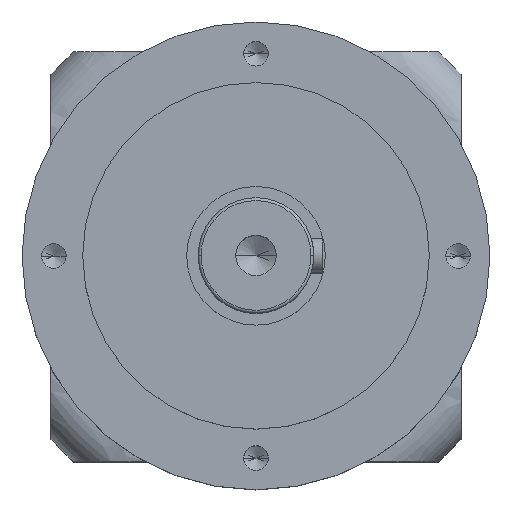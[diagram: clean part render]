
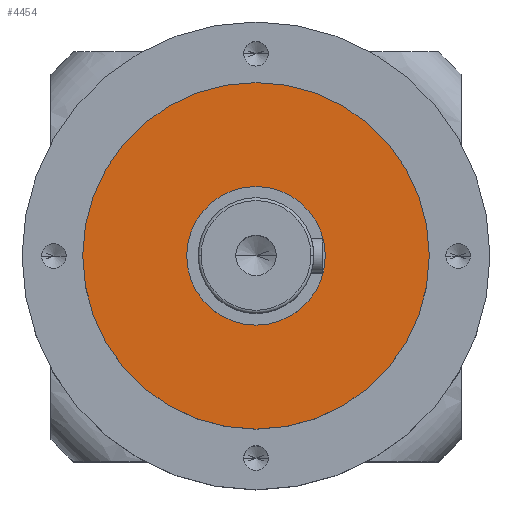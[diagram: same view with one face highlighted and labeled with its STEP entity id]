
A CAD part, top view. The second image highlights one B-rep face of the part: STEP entity #4454.
In plain terms, the highlighted planar face has unit normal (0, 0, 1).
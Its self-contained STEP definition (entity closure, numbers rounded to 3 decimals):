
#223 = DIRECTION ( 'NONE',  ( 0., 0., 1. ) ) ;
#284 = FACE_OUTER_BOUND ( 'NONE', #9736, .T. ) ;
#433 = AXIS2_PLACEMENT_3D ( 'NONE', #5370, #822, #6148 ) ;
#524 = AXIS2_PLACEMENT_3D ( 'NONE', #1995, #7362, #2769 ) ;
#822 = DIRECTION ( 'NONE',  ( 0., 0., 1. ) ) ;
#893 = CARTESIAN_POINT ( 'NONE',  ( 0., 0., -82. ) ) ;
#898 = AXIS2_PLACEMENT_3D ( 'NONE', #893, #6223, #1665 ) ;
#1665 = DIRECTION ( 'NONE',  ( 1., 0., 0. ) ) ;
#1718 = PLANE ( 'NONE',  #5983 ) ;
#1752 = ORIENTED_EDGE ( 'NONE', *, *, #3093, .T. ) ;
#1975 = ORIENTED_EDGE ( 'NONE', *, *, #7406, .F. ) ;
#1995 = CARTESIAN_POINT ( 'NONE',  ( 0., 0., -82. ) ) ;
#2242 = AXIS2_PLACEMENT_3D ( 'NONE', #4777, #223, #5535 ) ;
#2353 = CARTESIAN_POINT ( 'NONE',  ( 60., 0., -82. ) ) ;
#2357 = VERTEX_POINT ( 'NONE', #9030 ) ;
#2485 = DIRECTION ( 'NONE',  ( -1., 0., 0. ) ) ;
#2763 = CIRCLE ( 'NONE', #2242, 24. ) ;
#2769 = DIRECTION ( 'NONE',  ( 1., 0., 0. ) ) ;
#3093 = EDGE_CURVE ( 'NONE', #8891, #5133, #4113, .T. ) ;
#4086 = CARTESIAN_POINT ( 'NONE',  ( -60., 0., -82. ) ) ;
#4113 = CIRCLE ( 'NONE', #524, 60. ) ;
#4421 = EDGE_CURVE ( 'NONE', #5133, #8891, #9174, .T. ) ;
#4454 = ADVANCED_FACE ( 'NONE', ( #8445, #284 ), #1718, .F. ) ;
#4777 = CARTESIAN_POINT ( 'NONE',  ( 0., 0., -82. ) ) ;
#5133 = VERTEX_POINT ( 'NONE', #4086 ) ;
#5353 = ORIENTED_EDGE ( 'NONE', *, *, #4421, .T. ) ;
#5370 = CARTESIAN_POINT ( 'NONE',  ( 0., 0., -82. ) ) ;
#5508 = CARTESIAN_POINT ( 'NONE',  ( 0., 60., -82. ) ) ;
#5535 = DIRECTION ( 'NONE',  ( 1., 0., 0. ) ) ;
#5983 = AXIS2_PLACEMENT_3D ( 'NONE', #5508, #7799, #2485 ) ;
#6148 = DIRECTION ( 'NONE',  ( 1., 0., 0. ) ) ;
#6223 = DIRECTION ( 'NONE',  ( 0., 0., 1. ) ) ;
#7362 = DIRECTION ( 'NONE',  ( 0., 0., 1. ) ) ;
#7406 = EDGE_CURVE ( 'NONE', #2357, #9543, #7914, .T. ) ;
#7799 = DIRECTION ( 'NONE',  ( 0., 0., -1. ) ) ;
#7914 = CIRCLE ( 'NONE', #433, 24. ) ;
#8088 = ORIENTED_EDGE ( 'NONE', *, *, #9838, .F. ) ;
#8445 = FACE_BOUND ( 'NONE', #9791, .T. ) ;
#8891 = VERTEX_POINT ( 'NONE', #2353 ) ;
#9030 = CARTESIAN_POINT ( 'NONE',  ( -24., 0., -82. ) ) ;
#9174 = CIRCLE ( 'NONE', #898, 60. ) ;
#9543 = VERTEX_POINT ( 'NONE', #9708 ) ;
#9708 = CARTESIAN_POINT ( 'NONE',  ( 24., 0., -82. ) ) ;
#9736 = EDGE_LOOP ( 'NONE', ( #1752, #5353 ) ) ;
#9791 = EDGE_LOOP ( 'NONE', ( #8088, #1975 ) ) ;
#9838 = EDGE_CURVE ( 'NONE', #9543, #2357, #2763, .T. ) ;
